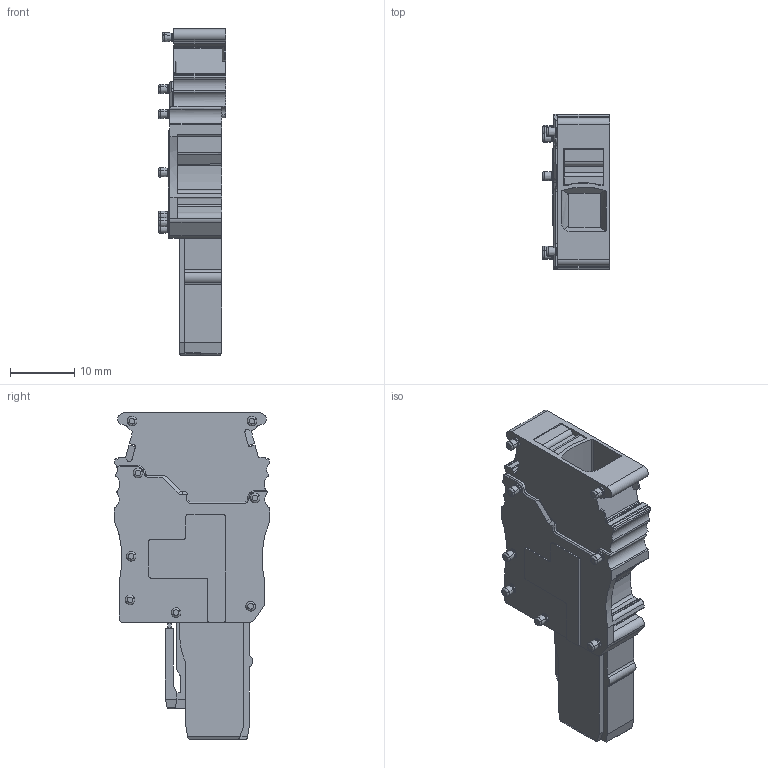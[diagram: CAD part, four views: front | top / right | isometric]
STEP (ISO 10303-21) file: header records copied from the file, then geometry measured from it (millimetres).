
FILE_DESCRIPTION(('CATIA V5R20 STEP214','CAx-IF Rec.Pracs.--- Model Styling and Organization---1.5--- 2016-08-15','CAx-IF Rec.Pracs.---Supplemental Geometry---1.0---2011-11-01','CAx-IF Rec.Pracs.--- Composite Materials ---1.1---2010-07-15'),'2;1');
FILE_NAME ('1969308-2_0', '2024-08-16T06:52:32+00:00', ('Weidmueller Interface'), ('Weidmueller'), 'CATIA Version 5-6 Release 2022 SP4 HF5', 'CATIA V5 STEP AP214 v3', 'none');
FILE_SCHEMA(('AUTOMOTIVE_DESIGN { 1 0 10303 214 1 1 1 1 }'));
Length unit declared in the file: millimetre
Products named in the file (1): 3002400000
Bounding box: 10.47 x 24.3 x 50.95 mm (x, y, z)
Volume: 6014.2 mm3; surface area: 4810 mm2
Topology: 1 solids, 7 shells, 663 faces, 1704 edges, 1076 vertices
Faces by surface type: plane 271, cylinder 227, cone 96, torus 58, bspline 11
Entity records: 20345 total; most frequent: CARTESIAN_POINT 4641, ORIENTED_EDGE 3408, DIRECTION 2528, EDGE_CURVE 1704, VERTEX_POINT 1076, AXIS2_PLACEMENT_3D 1038, VECTOR 985, LINE 985
